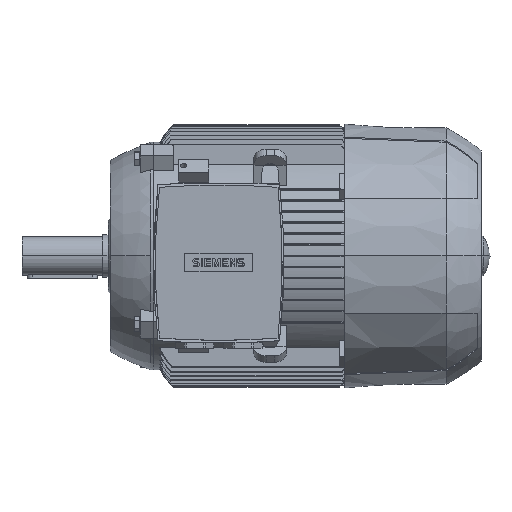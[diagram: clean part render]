
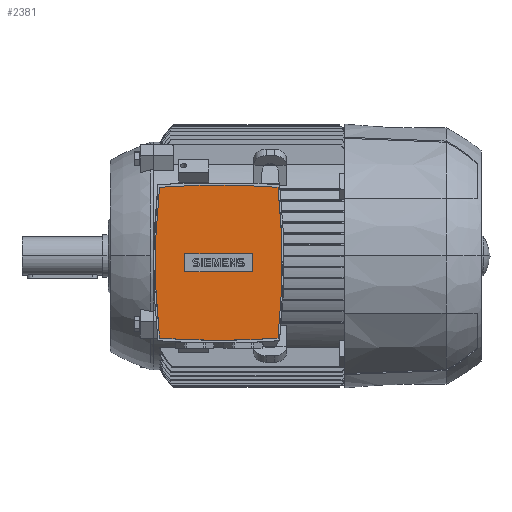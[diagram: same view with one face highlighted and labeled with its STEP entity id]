
A CAD part, top view. The second image highlights one B-rep face of the part: STEP entity #2381.
In plain terms, the highlighted planar face has unit normal (0, 0, 1).
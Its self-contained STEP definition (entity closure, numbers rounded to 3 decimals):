
#2381=ADVANCED_FACE('',(#4979,#4980),#4981,.T.);
#4979=FACE_BOUND('',#7807,.T.);
#4980=FACE_OUTER_BOUND('',#7808,.T.);
#4981=PLANE('',#7809);
#7807=EDGE_LOOP('',(#15155,#15156,#15157,#15158));
#7808=EDGE_LOOP('',(#15159,#15160,#15161,#15162,#15163,#15164));
#7809=AXIS2_PLACEMENT_3D('',#15165,#15166,#15167);
#15155=ORIENTED_EDGE('',*,*,#20025,.T.);
#15156=ORIENTED_EDGE('',*,*,#20029,.T.);
#15157=ORIENTED_EDGE('',*,*,#20032,.T.);
#15158=ORIENTED_EDGE('',*,*,#20034,.T.);
#15159=ORIENTED_EDGE('',*,*,#20110,.T.);
#15160=ORIENTED_EDGE('',*,*,#20112,.T.);
#15161=ORIENTED_EDGE('',*,*,#17567,.T.);
#15162=ORIENTED_EDGE('',*,*,#20104,.T.);
#15163=ORIENTED_EDGE('',*,*,#17578,.T.);
#15164=ORIENTED_EDGE('',*,*,#20101,.T.);
#15165=CARTESIAN_POINT('',(65.0,-7.0,202.0));
#15166=DIRECTION('',(0.0,0.0,1.0));
#15167=DIRECTION('',(0.0,-1.0,0.0));
#17567=EDGE_CURVE('',#21248,#21252,#21254,.T.);
#17578=EDGE_CURVE('',#21274,#21271,#21275,.T.);
#20025=EDGE_CURVE('',#24955,#24953,#24956,.T.);
#20029=EDGE_CURVE('',#24953,#24959,#24961,.T.);
#20032=EDGE_CURVE('',#24959,#24963,#24965,.T.);
#20034=EDGE_CURVE('',#24963,#24955,#24967,.T.);
#20101=EDGE_CURVE('',#21271,#25062,#25064,.T.);
#20104=EDGE_CURVE('',#21252,#21274,#25067,.T.);
#20110=EDGE_CURVE('',#25062,#25072,#25074,.T.);
#20112=EDGE_CURVE('',#25072,#21248,#25076,.T.);
#21248=VERTEX_POINT('',#27344);
#21252=VERTEX_POINT('',#27349);
#21254=CIRCLE('',#27352,803.4);
#21271=VERTEX_POINT('',#27394);
#21274=VERTEX_POINT('',#27398);
#21275=CIRCLE('',#27399,803.4);
#24953=VERTEX_POINT('',#38717);
#24955=VERTEX_POINT('',#38720);
#24956=LINE('',#38721,#38722);
#24959=VERTEX_POINT('',#38726);
#24961=LINE('',#38729,#38730);
#24963=VERTEX_POINT('',#38732);
#24965=LINE('',#38735,#38736);
#24967=LINE('',#38738,#38739);
#25062=VERTEX_POINT('',#38877);
#25064=CIRCLE('',#38880,803.4);
#25067=CIRCLE('',#38883,682.0);
#25072=VERTEX_POINT('',#38889);
#25074=CIRCLE('',#38892,682.0);
#25076=CIRCLE('',#38894,803.4);
#27344=CARTESIAN_POINT('',(65.,-84.0,202.0));
#27349=CARTESIAN_POINT('',(123.881,-81.839,202.0));
#27352=AXIS2_PLACEMENT_3D('',#41258,#41259,#41260);
#27394=CARTESIAN_POINT('',(65.,70.0,202.0));
#27398=CARTESIAN_POINT('',(123.881,67.839,202.0));
#27399=AXIS2_PLACEMENT_3D('',#41274,#41275,#41276);
#38717=CARTESIAN_POINT('',(31.25,-16.05,202.0));
#38720=CARTESIAN_POINT('',(98.75,-16.05,202.0));
#38721=CARTESIAN_POINT('',(65.0,-16.05,202.0));
#38722=VECTOR('',#43420,1.0);
#38726=CARTESIAN_POINT('',(31.25,2.05,202.0));
#38729=CARTESIAN_POINT('',(31.25,-7.0,202.0));
#38730=VECTOR('',#43423,1.0);
#38732=CARTESIAN_POINT('',(98.75,2.05,202.0));
#38735=CARTESIAN_POINT('',(65.0,2.05,202.0));
#38736=VECTOR('',#43425,1.0);
#38738=CARTESIAN_POINT('',(98.75,-7.0,202.0));
#38739=VECTOR('',#43426,1.0);
#38877=CARTESIAN_POINT('',(6.119,67.839,202.0));
#38880=AXIS2_PLACEMENT_3D('',#43525,#43526,#43527);
#38883=AXIS2_PLACEMENT_3D('',#43528,#43529,#43530);
#38889=CARTESIAN_POINT('',(6.119,-81.839,202.0));
#38892=AXIS2_PLACEMENT_3D('',#43533,#43534,#43535);
#38894=AXIS2_PLACEMENT_3D('',#43536,#43537,#43538);
#41258=CARTESIAN_POINT('',(65.0,719.4,202.0));
#41259=DIRECTION('',(0.0,-0.0,1.0));
#41260=DIRECTION('',(0.0,1.0,0.0));
#41274=CARTESIAN_POINT('',(65.0,-733.4,202.0));
#41275=DIRECTION('',(0.0,-0.0,1.0));
#41276=DIRECTION('',(0.0,1.0,0.0));
#43420=DIRECTION('',(-1.0,0.0,0.0));
#43423=DIRECTION('',(0.0,1.0,0.0));
#43425=DIRECTION('',(1.0,0.0,-0.0));
#43426=DIRECTION('',(0.0,-1.0,0.0));
#43525=CARTESIAN_POINT('',(65.0,-733.4,202.0));
#43526=DIRECTION('',(0.0,-0.0,1.0));
#43527=DIRECTION('',(0.0,1.0,0.0));
#43528=CARTESIAN_POINT('',(-554.0,-7.0,202.0));
#43529=DIRECTION('',(0.0,-0.0,1.0));
#43530=DIRECTION('',(0.0,1.0,0.0));
#43533=CARTESIAN_POINT('',(684.0,-7.0,202.0));
#43534=DIRECTION('',(0.0,-0.0,1.0));
#43535=DIRECTION('',(0.0,1.0,0.0));
#43536=CARTESIAN_POINT('',(65.0,719.4,202.0));
#43537=DIRECTION('',(0.0,-0.0,1.0));
#43538=DIRECTION('',(0.0,1.0,0.0));
